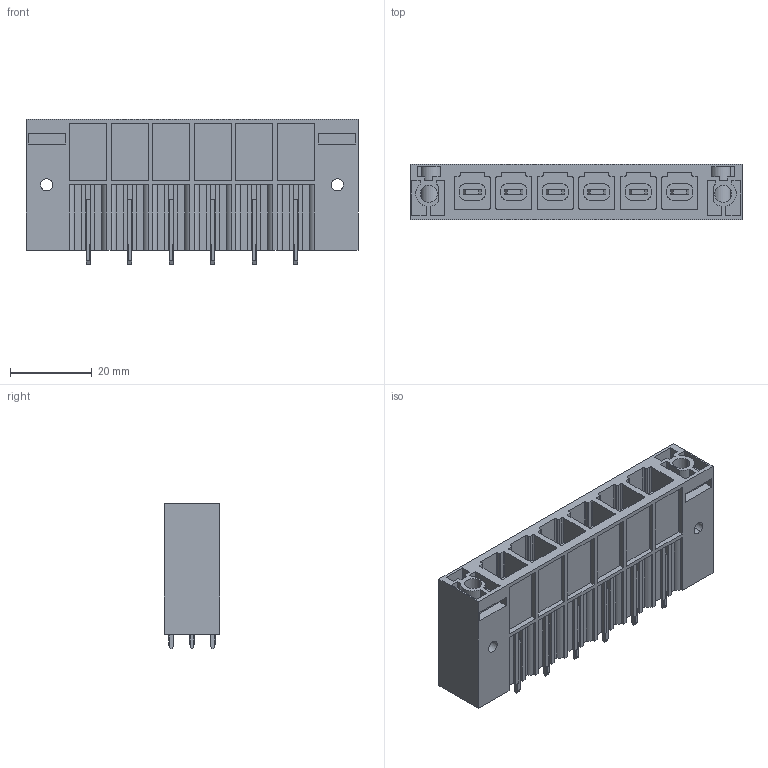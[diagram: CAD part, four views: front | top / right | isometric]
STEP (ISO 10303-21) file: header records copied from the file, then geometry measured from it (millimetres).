
FILE_DESCRIPTION(('CATIA V5 STEP Exchange','CAx-IF Rec.Pracs.--- Model Styling and Organization---1.2---2011-12-15'),'2;1');
FILE_NAME ('D1456688_0_1813690000_1813690000.stp','2018-11-27T05:38:43+00:00',('none'),('Weidmueller'),'CATIA Version 5-6 Release 2014','CATIA V5 STEP AP214','none');
FILE_SCHEMA(('AUTOMOTIVE_DESIGN { 1 0 10303 214 1 1 1 1 }'));
Length unit declared in the file: millimetre
Products named in the file (1): 1813690000
Bounding box: 81.28 x 13.6 x 35.5 mm (x, y, z)
Volume: 16427.4 mm3; surface area: 25367.2 mm2
Topology: 7 solids, 7 shells, 1028 faces, 2952 edges, 1966 vertices
Faces by surface type: plane 886, cylinder 142
Entity records: 30137 total; most frequent: ORIENTED_EDGE 5904, CARTESIAN_POINT 5441, DIRECTION 3826, EDGE_CURVE 2950, VECTOR 2606, LINE 2606, VERTEX_POINT 1962, EDGE_LOOP 1080
